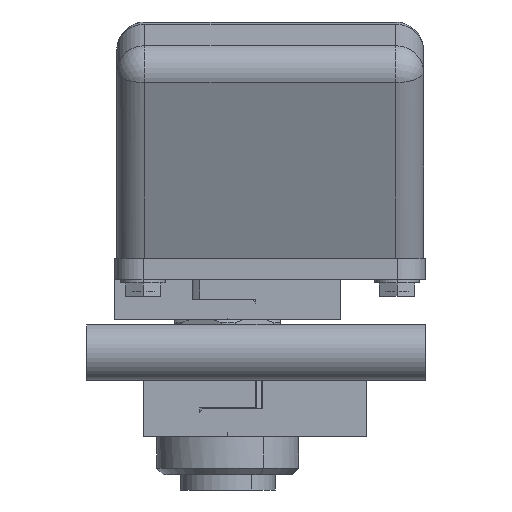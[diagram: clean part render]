
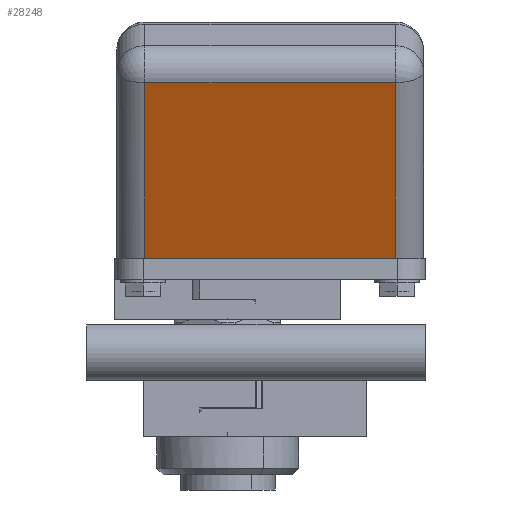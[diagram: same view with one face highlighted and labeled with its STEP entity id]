
A CAD part, left-side view. The second image highlights one B-rep face of the part: STEP entity #28248.
In plain terms, the highlighted planar face has unit normal (-0.924, 0, -0.383).
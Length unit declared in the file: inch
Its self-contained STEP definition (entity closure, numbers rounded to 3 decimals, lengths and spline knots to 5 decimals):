
#380=CARTESIAN_POINT('',(-3.72939,0.265,1.0816));
#420=CARTESIAN_POINT('',(-3.72939,2.485,1.0816));
#433=DIRECTION('',(0.,-1.,0.));
#434=VECTOR('',#433,2.22);
#435=CARTESIAN_POINT('',(-3.72939,2.485,1.0816));
#436=LINE('',#435,#434);
#9768=DIRECTION('',(-0.383,0.,0.924));
#9769=VECTOR('',#9768,1.68579);
#9770=CARTESIAN_POINT('',(-3.72939,0.265,1.0816));
#9771=LINE('',#9770,#9769);
#9780=DIRECTION('',(0.383,0.,-0.924));
#9781=VECTOR('',#9780,1.68579);
#9782=CARTESIAN_POINT('',(-4.37451,2.485,2.63906));
#9783=LINE('',#9782,#9781);
#9812=DIRECTION('',(0.,1.,0.));
#9813=VECTOR('',#9812,2.22);
#9814=CARTESIAN_POINT('',(-4.37451,0.265,
2.63906));
#9815=LINE('',#9814,#9813);
#12288=CARTESIAN_POINT('',(-4.37451,0.265,2.63906));
#12289=VERTEX_POINT('',#12288);
#12290=CARTESIAN_POINT('',(-4.37451,2.485,2.63906));
#12291=VERTEX_POINT('',#12290);
#13927=VERTEX_POINT('',#380);
#13933=VERTEX_POINT('',#420);
#28235=CARTESIAN_POINT('',(-4.05195,1.375,1.86033));
#28236=DIRECTION('',(0.924,0.,0.383));
#28237=DIRECTION('',(0.,-1.,0.));
#28238=AXIS2_PLACEMENT_3D('',#28235,#28236,#28237);
#28239=PLANE('',#28238);
#28240=ORIENTED_EDGE('',*,*,#14815,.F.);
#28242=ORIENTED_EDGE('',*,*,#28241,.F.);
#28244=ORIENTED_EDGE('',*,*,#28243,.F.);
#28245=ORIENTED_EDGE('',*,*,#28219,.F.);
#28246=EDGE_LOOP('',(#28240,#28242,#28244,#28245));
#28247=FACE_OUTER_BOUND('',#28246,.F.);
#14815=EDGE_CURVE('',#13933,#13927,#436,.T.);
#28219=EDGE_CURVE('',#13927,#12289,#9771,.T.);
#28241=EDGE_CURVE('',#12291,#13933,#9783,.T.);
#28243=EDGE_CURVE('',#12289,#12291,#9815,.T.);
#28248=ADVANCED_FACE('',(#28247),#28239,.F.);
